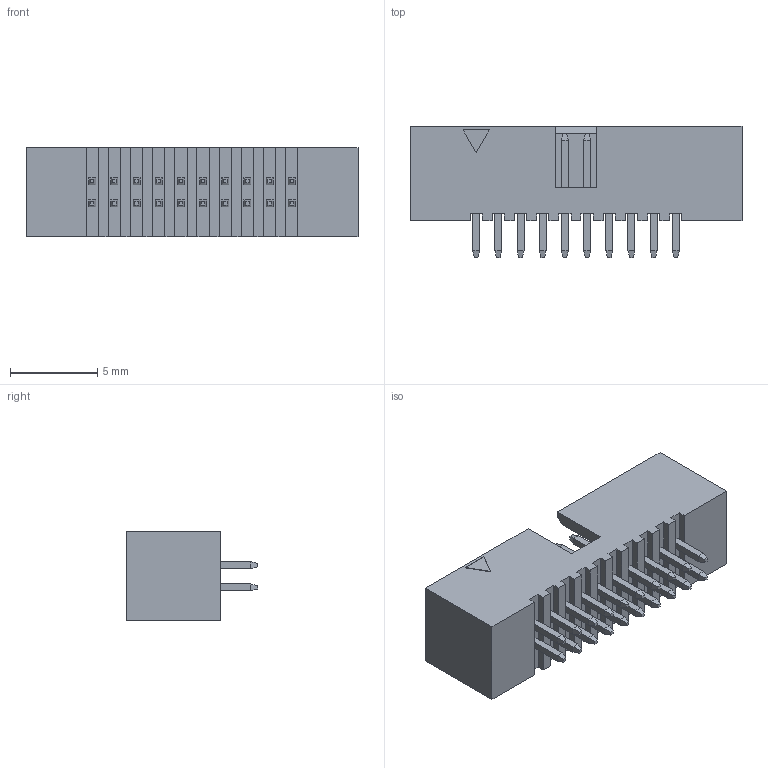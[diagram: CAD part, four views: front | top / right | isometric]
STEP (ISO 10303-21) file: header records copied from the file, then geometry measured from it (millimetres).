
FILE_DESCRIPTION(('FreeCAD Model'),'2;1');
FILE_NAME('CNCTech_3220-20-0100-00.step', '2020-11-05T16:26:54',('Author'),(''), 'Open CASCADE STEP processor 7.3','FreeCAD','Unknown');
FILE_SCHEMA(('AUTOMOTIVE_DESIGN { 1 0 10303 214 1 1 1 1 }'));
Length unit declared in the file: millimetre
Products named in the file (1): Compound
Bounding box: 19 x 7.5 x 5.13 mm (x, y, z)
Surface area: 840.6 mm2 (no closed solid volume)
Topology: 0 solids, 343 shells, 343 faces, 2944 edges, 4416 vertices
Faces by surface type: bspline 343
Entity records: 42797 total; most frequent: CARTESIAN_POINT 11677, B_SPLINE_CURVE_WITH_KNOTS 2944, PRESENTATION_STYLE_ASSIGNMENT 2158, SURFACE_STYLE_USAGE 2158, SURFACE_SIDE_STYLE 2158, SURFACE_STYLE_FILL_AREA 2158, FILL_AREA_STYLE 2158, FILL_AREA_STYLE_COLOUR 2158
